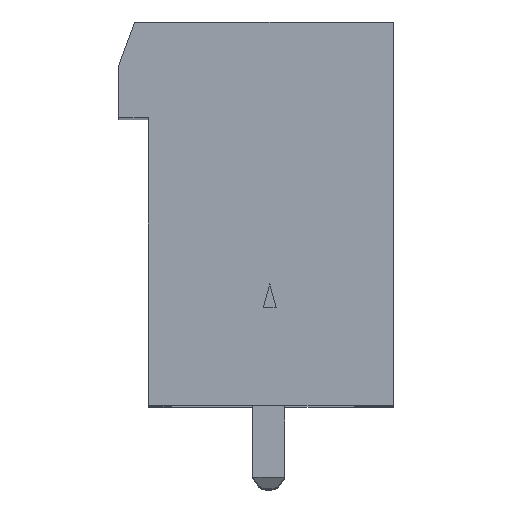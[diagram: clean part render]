
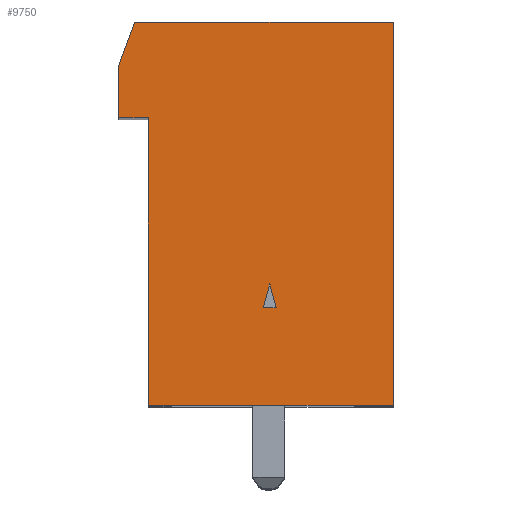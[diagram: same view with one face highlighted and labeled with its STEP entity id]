
A CAD part, top view. The second image highlights one B-rep face of the part: STEP entity #9750.
In plain terms, the highlighted planar face has unit normal (0, 0, 1).
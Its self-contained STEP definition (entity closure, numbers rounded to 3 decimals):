
#5890=CARTESIAN_POINT('',(0.,30.81,3.94));
#5900=DIRECTION('',(0.966,0.259,0.));
#5910=VECTOR('',#5900,1.);
#5920=LINE('',#5890,#5910);
#5930=CARTESIAN_POINT('',(39.677,41.442,
3.94));
#5940=VERTEX_POINT('',#5930);
#5950=CARTESIAN_POINT('',(40.427,41.643,
3.94));
#5960=VERTEX_POINT('',#5950);
#5970=EDGE_CURVE('',#5940,#5960,#5920,.T.);
#7840=CARTESIAN_POINT('',(0.,52.475,3.94));
#7850=DIRECTION('',(0.966,-0.259,0.));
#7860=VECTOR('',#7850,1.);
#7870=LINE('',#7840,#7860);
#7880=CARTESIAN_POINT('',(39.677,41.844,
3.94));
#7890=VERTEX_POINT('',#7880);
#7900=EDGE_CURVE('',#7890,#5960,#7870,.T.);
#9020=CARTESIAN_POINT('',(35.406,47.709,
3.94));
#9030=DIRECTION('',(0.,0.,-1.));
#9040=DIRECTION('',(0.,-1.,0.));
#9050=AXIS2_PLACEMENT_3D('',#9020,#9030,#9040);
#9060=PLANE('',#9050);
#9070=CARTESIAN_POINT('',(0.,37.773,3.94));
#9080=DIRECTION('',(-1.,0.,0.));
#9090=VECTOR('',#9080,1.);
#9100=LINE('',#9070,#9090);
#9110=CARTESIAN_POINT('',(48.627,37.773,
3.94));
#9120=VERTEX_POINT('',#9110);
#9130=CARTESIAN_POINT('',(36.627,37.773,
3.94));
#9140=VERTEX_POINT('',#9130);
#9150=EDGE_CURVE('',#9120,#9140,#9100,.T.);
#9160=ORIENTED_EDGE('',*,*,#9150,.F.);
#9170=CARTESIAN_POINT('',(36.627,0.,3.94));
#9180=DIRECTION('',(0.,1.,0.));
#9190=VECTOR('',#9180,1.);
#9200=LINE('',#9170,#9190);
#9210=CARTESIAN_POINT('',(36.627,45.443,
3.94));
#9220=VERTEX_POINT('',#9210);
#9230=EDGE_CURVE('',#9140,#9220,#9200,.T.);
#9240=ORIENTED_EDGE('',*,*,#9230,.F.);
#9250=CARTESIAN_POINT('',(0.,45.443,3.94));
#9260=DIRECTION('',(1.,0.,0.));
#9270=VECTOR('',#9260,1.);
#9280=LINE('',#9250,#9270);
#9290=CARTESIAN_POINT('',(45.627,45.443,
3.94));
#9300=VERTEX_POINT('',#9290);
#9310=EDGE_CURVE('',#9220,#9300,#9280,.T.);
#9320=ORIENTED_EDGE('',*,*,#9310,.F.);
#9330=CARTESIAN_POINT('',(45.627,0.,3.94));
#9340=DIRECTION('',(0.,-1.,0.));
#9350=VECTOR('',#9340,1.);
#9360=LINE('',#9330,#9350);
#9370=CARTESIAN_POINT('',(45.627,46.373,
3.94));
#9380=VERTEX_POINT('',#9370);
#9390=EDGE_CURVE('',#9380,#9300,#9360,.T.);
#9400=ORIENTED_EDGE('',*,*,#9390,.T.);
#9410=CARTESIAN_POINT('',(0.,46.373,3.94));
#9420=DIRECTION('',(1.,0.,0.));
#9430=VECTOR('',#9420,1.);
#9440=LINE('',#9410,#9430);
#9450=CARTESIAN_POINT('',(47.253,46.373,
3.94));
#9460=VERTEX_POINT('',#9450);
#9470=EDGE_CURVE('',#9380,#9460,#9440,.T.);
#9480=ORIENTED_EDGE('',*,*,#9470,.F.);
#9490=CARTESIAN_POINT('',(0.,63.571,3.94));
#9500=DIRECTION('',(-0.94,0.342,0.));
#9510=VECTOR('',#9500,1.);
#9520=LINE('',#9490,#9510);
#9530=CARTESIAN_POINT('',(48.627,45.873,
3.94));
#9540=VERTEX_POINT('',#9530);
#9550=EDGE_CURVE('',#9540,#9460,#9520,.T.);
#9560=ORIENTED_EDGE('',*,*,#9550,.T.);
#9570=CARTESIAN_POINT('',(48.627,0.,3.94));
#9580=DIRECTION('',(0.,-1.,0.));
#9590=VECTOR('',#9580,1.);
#9600=LINE('',#9570,#9590);
#9610=EDGE_CURVE('',#9540,#9120,#9600,.T.);
#9620=ORIENTED_EDGE('',*,*,#9610,.F.);
#9630=EDGE_LOOP('',(#9620,#9560,#9480,#9400,#9320,#9240,#9160));
#9640=FACE_OUTER_BOUND('',#9630,.T.);
#9650=ORIENTED_EDGE('',*,*,#7900,.T.);
#9660=CARTESIAN_POINT('',(39.677,0.,3.94));
#9670=DIRECTION('',(0.,-1.,0.));
#9680=VECTOR('',#9670,1.);
#9690=LINE('',#9660,#9680);
#9700=EDGE_CURVE('',#7890,#5940,#9690,.T.);
#9710=ORIENTED_EDGE('',*,*,#9700,.F.);
#9720=ORIENTED_EDGE('',*,*,#5970,.F.);
#9730=EDGE_LOOP('',(#9720,#9710,#9650));
#9740=FACE_BOUND('',#9730,.T.);
#9750=ADVANCED_FACE('',(#9640,#9740),#9060,.F.);
